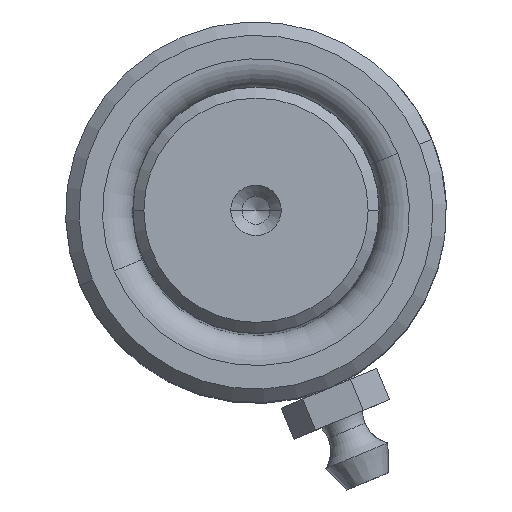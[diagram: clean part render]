
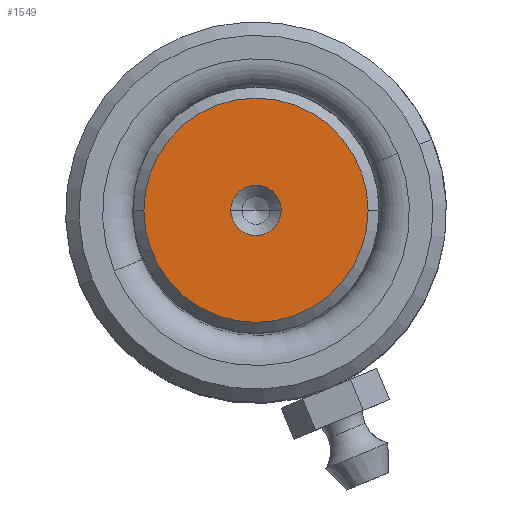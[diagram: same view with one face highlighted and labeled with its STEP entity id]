
A CAD part, top view. The second image highlights one B-rep face of the part: STEP entity #1549.
In plain terms, the highlighted planar face has unit normal (0, 0, 1).
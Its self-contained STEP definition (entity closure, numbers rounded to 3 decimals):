
#243 = DIRECTION ( 'NONE',  ( 0., 0., 1. ) ) ;
#431 = VERTEX_POINT ( 'NONE', #3896 ) ;
#572 = AXIS2_PLACEMENT_3D ( 'NONE', #759, #3994, #5544 ) ;
#681 = VERTEX_POINT ( 'NONE', #2137 ) ;
#691 = CIRCLE ( 'NONE', #4163, 10.009 ) ;
#759 = CARTESIAN_POINT ( 'NONE',  ( 0., 0., 150. ) ) ;
#780 = CARTESIAN_POINT ( 'NONE',  ( -10.009, 0., 150. ) ) ;
#1062 = AXIS2_PLACEMENT_3D ( 'NONE', #3048, #4201, #4715 ) ;
#1296 = AXIS2_PLACEMENT_3D ( 'NONE', #6832, #6320, #5268 ) ;
#1312 = EDGE_CURVE ( 'NONE', #431, #5285, #3826, .T. ) ;
#1509 = ORIENTED_EDGE ( 'NONE', *, *, #5903, .T. ) ;
#1549 = ADVANCED_FACE ( 'NONE', ( #6051, #1780 ), #2187, .T. ) ;
#1614 = EDGE_CURVE ( 'NONE', #3613, #681, #691, .T. ) ;
#1780 = FACE_OUTER_BOUND ( 'NONE', #5976, .T. ) ;
#2052 = DIRECTION ( 'NONE',  ( 1., 0., 0. ) ) ;
#2105 = EDGE_CURVE ( 'NONE', #5285, #431, #4218, .T. ) ;
#2137 = CARTESIAN_POINT ( 'NONE',  ( 10.009, 0., 150. ) ) ;
#2187 = PLANE ( 'NONE',  #572 ) ;
#3048 = CARTESIAN_POINT ( 'NONE',  ( 0., 0., 150. ) ) ;
#3613 = VERTEX_POINT ( 'NONE', #780 ) ;
#3717 = ORIENTED_EDGE ( 'NONE', *, *, #1312, .F. ) ;
#3826 = CIRCLE ( 'NONE', #4520, 2.25 ) ;
#3896 = CARTESIAN_POINT ( 'NONE',  ( 2.25, 0., 150. ) ) ;
#3918 = CARTESIAN_POINT ( 'NONE',  ( -2.25, 0., 150. ) ) ;
#3951 = CARTESIAN_POINT ( 'NONE',  ( 0., 0., 150. ) ) ;
#3994 = DIRECTION ( 'NONE',  ( 0., 0., 1. ) ) ;
#4019 = CIRCLE ( 'NONE', #1296, 10.009 ) ;
#4163 = AXIS2_PLACEMENT_3D ( 'NONE', #3951, #243, #6588 ) ;
#4201 = DIRECTION ( 'NONE',  ( 0., 0., 1. ) ) ;
#4218 = CIRCLE ( 'NONE', #1062, 2.25 ) ;
#4520 = AXIS2_PLACEMENT_3D ( 'NONE', #4727, #6298, #2052 ) ;
#4715 = DIRECTION ( 'NONE',  ( 1., 0., 0. ) ) ;
#4725 = EDGE_LOOP ( 'NONE', ( #3717, #5875 ) ) ;
#4727 = CARTESIAN_POINT ( 'NONE',  ( 0., 0., 150. ) ) ;
#5268 = DIRECTION ( 'NONE',  ( 1., 0., 0. ) ) ;
#5285 = VERTEX_POINT ( 'NONE', #3918 ) ;
#5544 = DIRECTION ( 'NONE',  ( 1., 0., 0. ) ) ;
#5875 = ORIENTED_EDGE ( 'NONE', *, *, #2105, .F. ) ;
#5903 = EDGE_CURVE ( 'NONE', #681, #3613, #4019, .T. ) ;
#5976 = EDGE_LOOP ( 'NONE', ( #6603, #1509 ) ) ;
#6051 = FACE_BOUND ( 'NONE', #4725, .T. ) ;
#6298 = DIRECTION ( 'NONE',  ( 0., 0., 1. ) ) ;
#6320 = DIRECTION ( 'NONE',  ( 0., 0., 1. ) ) ;
#6588 = DIRECTION ( 'NONE',  ( 1., 0., 0. ) ) ;
#6603 = ORIENTED_EDGE ( 'NONE', *, *, #1614, .T. ) ;
#6832 = CARTESIAN_POINT ( 'NONE',  ( 0., 0., 150. ) ) ;
